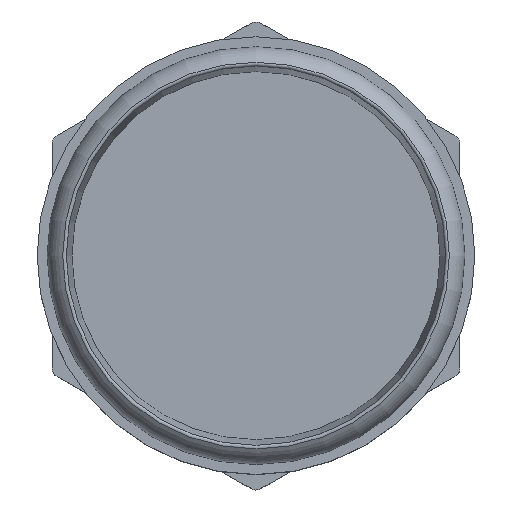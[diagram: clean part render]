
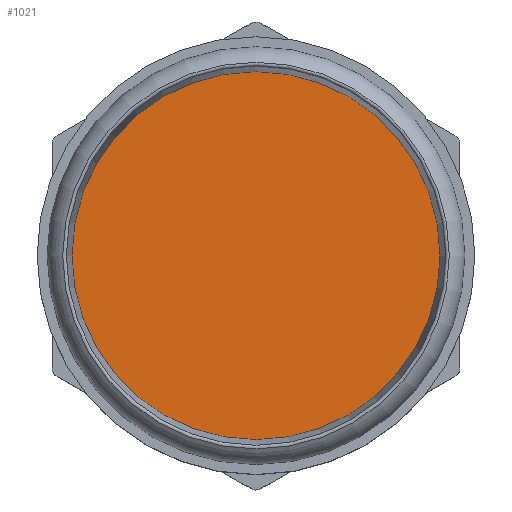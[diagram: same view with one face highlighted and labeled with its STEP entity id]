
A CAD part, top view. The second image highlights one B-rep face of the part: STEP entity #1021.
In plain terms, the highlighted planar face has unit normal (0, 0, 1).
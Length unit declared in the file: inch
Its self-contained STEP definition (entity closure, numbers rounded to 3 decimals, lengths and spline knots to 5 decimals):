
#19 = AXIS2_PLACEMENT_3D ( 'NONE', #1786, #790, #1942 ) ;
#115 = PLANE ( 'NONE',  #677 ) ;
#341 = DIRECTION ( 'NONE',  ( 0., 0., 1. ) ) ;
#582 = FACE_OUTER_BOUND ( 'NONE', #862, .T. ) ;
#677 = AXIS2_PLACEMENT_3D ( 'NONE', #1356, #341, #1519 ) ;
#790 = DIRECTION ( 'NONE',  ( 0., 0., 1. ) ) ;
#862 = EDGE_LOOP ( 'NONE', ( #1042 ) ) ;
#867 = EDGE_CURVE ( 'NONE', #1830, #1830, #929, .T. ) ;
#929 = CIRCLE ( 'NONE', #19, 1.15625 ) ;
#1021 = ADVANCED_FACE ( 'NONE', ( #582 ), #115, .T. ) ;
#1042 = ORIENTED_EDGE ( 'NONE', *, *, #867, .T. ) ;
#1356 = CARTESIAN_POINT ( 'NONE',  ( 1.27187, 1.27187, 0.2131 ) ) ;
#1387 = CARTESIAN_POINT ( 'NONE',  ( 1.15625, 0., 0.2131 ) ) ;
#1519 = DIRECTION ( 'NONE',  ( -1., 0., 0. ) ) ;
#1786 = CARTESIAN_POINT ( 'NONE',  ( 0., 0., 0.2131 ) ) ;
#1830 = VERTEX_POINT ( 'NONE', #1387 ) ;
#1942 = DIRECTION ( 'NONE',  ( 1., 0., 0. ) ) ;
